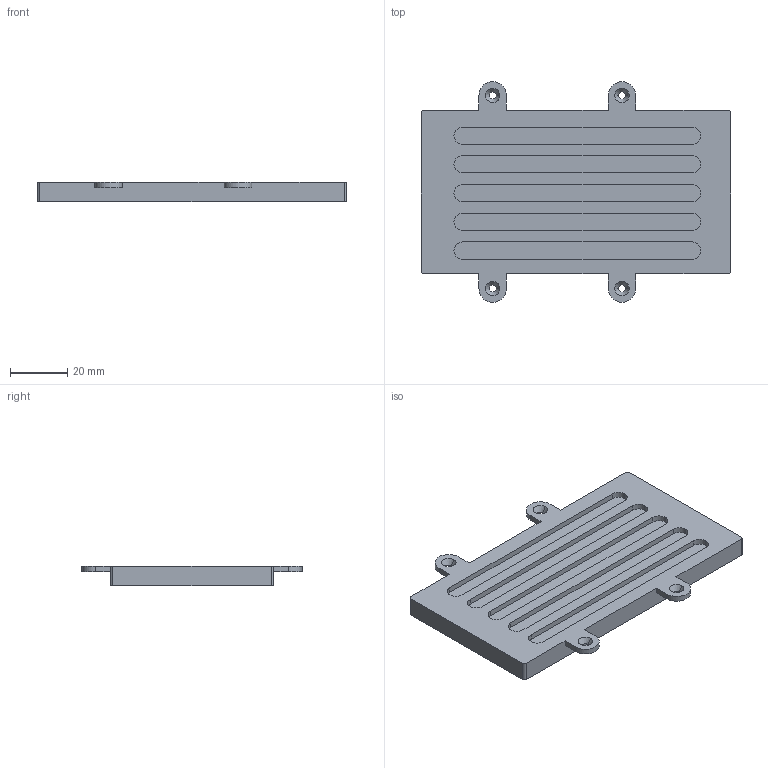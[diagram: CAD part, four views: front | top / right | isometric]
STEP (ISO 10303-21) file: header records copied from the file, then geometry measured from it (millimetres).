
FILE_DESCRIPTION (( 'STEP AP203' ), '1' );
FILE_NAME ('Battery Cover.STEP', '2025-02-04T14:18:09', ( '' ), ( '' ), 'SwSTEP 2.0', 'SolidWorks 2019', '' );
FILE_SCHEMA (( 'CONFIG_CONTROL_DESIGN' ));
Length unit declared in the file: millimetre
Products named in the file (1): Battery Cover
Bounding box: 107.6 x 76.8 x 6.9 mm (x, y, z)
Volume: 37679.8 mm3; surface area: 17097.9 mm2
Topology: 1 solids, 1 shells, 64 faces, 171 edges, 114 vertices
Faces by surface type: plane 33, cylinder 23, cone 8
Entity records: 2110 total; most frequent: DIRECTION 363, CARTESIAN_POINT 350, ORIENTED_EDGE 342, EDGE_CURVE 171, AXIS2_PLACEMENT_3D 127, VERTEX_POINT 114, VECTOR 109, LINE 109
